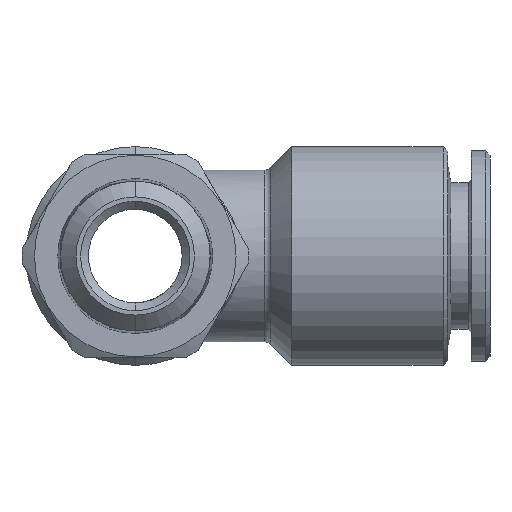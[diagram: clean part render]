
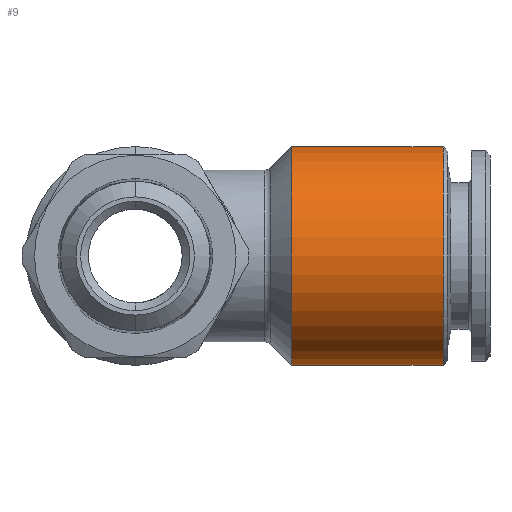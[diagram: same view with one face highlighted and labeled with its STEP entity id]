
A CAD part, front view. The second image highlights one B-rep face of the part: STEP entity #9.
In plain terms, the highlighted cylindrical face has radius 7 mm (diameter 14 mm), a partial arc.
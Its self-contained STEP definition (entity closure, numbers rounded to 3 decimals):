
#9 = ADVANCED_FACE ( 'NONE', ( #1482 ), #1477, .T. ) ;
#10 = EDGE_LOOP ( 'NONE', ( #15, #16, #493, #316 ) ) ;
#15 = ORIENTED_EDGE ( 'NONE', *, *, #754, .F. ) ;
#16 = ORIENTED_EDGE ( 'NONE', *, *, #17, .T. ) ;
#17 = EDGE_CURVE ( 'NONE', #693, #696, #1447, .T. ) ;
#223 = EDGE_CURVE ( 'NONE', #854, #814, #1981, .T. ) ;
#316 = ORIENTED_EDGE ( 'NONE', *, *, #223, .F. ) ;
#493 = ORIENTED_EDGE ( 'NONE', *, *, #940, .T. ) ;
#693 = VERTEX_POINT ( 'NONE', #3059 ) ;
#696 = VERTEX_POINT ( 'NONE', #3188 ) ;
#754 = EDGE_CURVE ( 'NONE', #693, #854, #3257, .T. ) ;
#814 = VERTEX_POINT ( 'NONE', #3339 ) ;
#854 = VERTEX_POINT ( 'NONE', #3340 ) ;
#940 = EDGE_CURVE ( 'NONE', #696, #814, #4023, .T. ) ;
#1443 = DIRECTION ( 'NONE',  ( 0., 0., 1. ) ) ;
#1444 = DIRECTION ( 'NONE',  ( -1., 0., 0. ) ) ;
#1445 = CARTESIAN_POINT ( 'NONE',  ( 19.7, 0., 0. ) ) ;
#1446 = AXIS2_PLACEMENT_3D ( 'NONE', #1445, #1444, #1443 ) ;
#1447 = CIRCLE ( 'NONE', #1446, 7. ) ;
#1473 = DIRECTION ( 'NONE',  ( 0., 0., 1. ) ) ;
#1474 = DIRECTION ( 'NONE',  ( -1., 0., 0. ) ) ;
#1475 = CARTESIAN_POINT ( 'NONE',  ( 0., 0., 0. ) ) ;
#1476 = AXIS2_PLACEMENT_3D ( 'NONE', #1475, #1474, #1473 ) ;
#1477 = CYLINDRICAL_SURFACE ( 'NONE', #1476, 7. ) ;
#1482 = FACE_OUTER_BOUND ( 'NONE', #10, .T. ) ;
#1977 = DIRECTION ( 'NONE',  ( 0., 0., -1. ) ) ;
#1978 = DIRECTION ( 'NONE',  ( -1., 0., 0. ) ) ;
#1979 = CARTESIAN_POINT ( 'NONE',  ( 10., 0., 0. ) ) ;
#1980 = AXIS2_PLACEMENT_3D ( 'NONE', #1979, #1978, #1977 ) ;
#1981 = CIRCLE ( 'NONE', #1980, 7. ) ;
#3059 = CARTESIAN_POINT ( 'NONE',  ( 19.7, 0., -7. ) ) ;
#3188 = CARTESIAN_POINT ( 'NONE',  ( 19.7, 0., 7. ) ) ;
#3254 = DIRECTION ( 'NONE',  ( -1., 0., 0. ) ) ;
#3255 = VECTOR ( 'NONE', #3254, 1000. ) ;
#3256 = CARTESIAN_POINT ( 'NONE',  ( 0., 0., -7. ) ) ;
#3257 = LINE ( 'NONE', #3256, #3255 ) ;
#3339 = CARTESIAN_POINT ( 'NONE',  ( 10., 0., 7. ) ) ;
#3340 = CARTESIAN_POINT ( 'NONE',  ( 10., 0., -7. ) ) ;
#4020 = DIRECTION ( 'NONE',  ( -1., 0., 0. ) ) ;
#4021 = VECTOR ( 'NONE', #4020, 1000. ) ;
#4022 = CARTESIAN_POINT ( 'NONE',  ( 0., 0., 7. ) ) ;
#4023 = LINE ( 'NONE', #4022, #4021 ) ;
